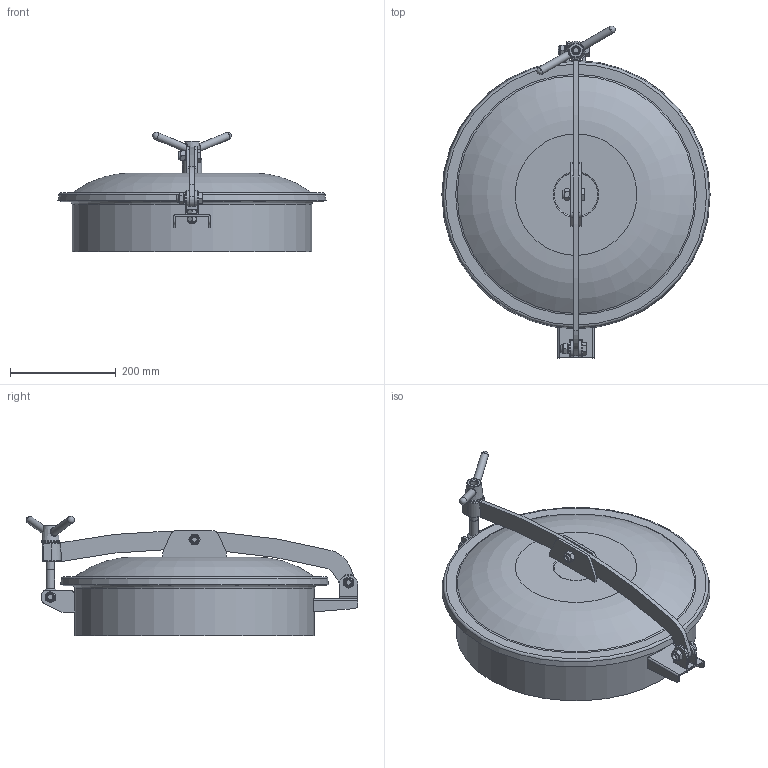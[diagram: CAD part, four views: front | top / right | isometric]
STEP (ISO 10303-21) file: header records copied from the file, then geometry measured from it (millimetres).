
FILE_DESCRIPTION(/* description */ ('Unknown'),/* implementation_level */ '2;1');
FILE_NAME(/* name */ 'FA59E3000 MOD T1_450',/* time_stamp */ '2016-07-01T16:59:13+02:00',/* author */ ('Unknown'),/* organization */ ('Unknown'),/* preprocessor_version */ 'ST-DEVELOPER v16',/* originating_system */ 'DEX',/* authorisation */ $);
FILE_SCHEMA (('AUTOMOTIVE_DESIGN {1 0 10303 214 3 1 1}'));
Length unit declared in the file: millimetre
Products named in the file (23): FA59E3000 MOD T1_450; 7TA5900-2 rev 01; 8AL26-29 rev 01; 81060 rev 02; 81051 rev 01; 7CA5900; 8AS205; 81004 rev 01; 95206; 95030; 9638 assieme; 81086 rev 01; 95010; 95031; 95209; 95036; 91018 rev 02; 94031 rev 0; 71040 rev 01; 8P120; 97280; 97052 rev 04; 97064 rev 01
Assembly tree (27 placements, depth 3):
  FA59E3000 MOD T1_450
    7TA5900-2 rev 01
      8AL26-29 rev 01
      81060 rev 02  x2
      81051 rev 01
    7CA5900
      8AS205
      81004 rev 01  x2
    95206
    95030
    9638 assieme
    81086 rev 01
    95010
    95031
    95209  x3
    95036
    91018 rev 02
    94031 rev 0
    71040 rev 01
      8P120
      97280
    97052 rev 04
    97064 rev 01  x2
Bounding box: 507.62 x 627.92 x 226.35 mm (x, y, z)
Volume: 1709877.6 mm3; surface area: 1091322.4 mm2
Topology: 24 solids, 24 shells, 388 faces, 904 edges, 560 vertices
Faces by surface type: plane 170, cylinder 104, cone 59, torus 31, sphere 16, bspline 8
Full cylindrical faces by diameter (mm): 8.5 x1, 10 x1, 10.106 x3, 10.5 x1, 12 x5, 12.09 x1, 12.5 x9, 13.835 x1, 14 x2, 16 x2, 24 x1, 25 x2, 30 x2, 34 x1, 83 x1, 87 x1, 448 x1, 454 x1, 484 x1, 490 x2, 499 x1
Entity records: 13783 total; most frequent: CARTESIAN_POINT 5326, DIRECTION 1531, ORIENTED_EDGE 1264, EDGE_CURVE 632, AXIS2_PLACEMENT_3D 631, EDGE_LOOP 471, FACE_BOUND 471, VERTEX_POINT 441
